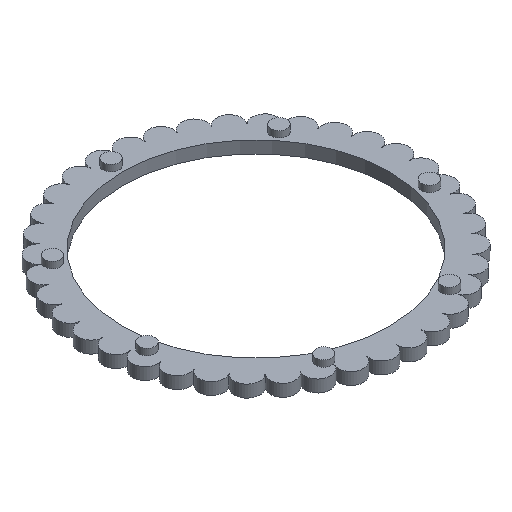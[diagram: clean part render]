
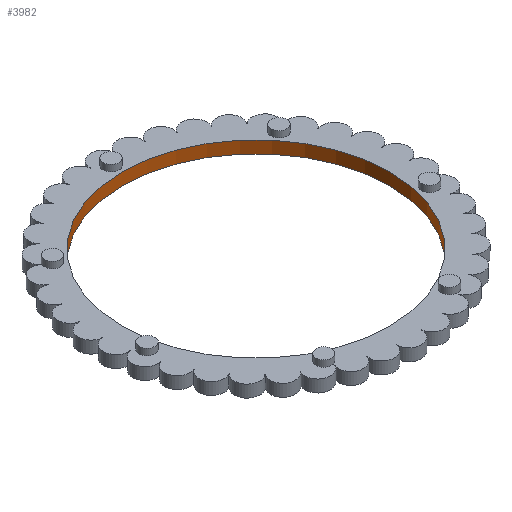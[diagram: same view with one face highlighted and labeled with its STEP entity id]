
A CAD part, isometric view. The second image highlights one B-rep face of the part: STEP entity #3982.
In plain terms, the highlighted cylindrical face has radius 21 mm (diameter 42 mm), a full revolution.
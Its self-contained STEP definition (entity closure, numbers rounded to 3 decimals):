
#315=FACE_OUTER_BOUND('',#531,.T.);
#531=EDGE_LOOP('',(#3650,#3651,#3652,#3653));
#881=LINE('',#6905,#1231);
#1231=VECTOR('',#5707,21.);
#1433=CIRCLE('',#4330,21.);
#1475=CIRCLE('',#4451,21.);
#1828=VERTEX_POINT('',#6657);
#1871=VERTEX_POINT('',#6901);
#2342=EDGE_CURVE('',#1828,#1828,#1433,.T.);
#2464=EDGE_CURVE('',#1871,#1871,#1475,.T.);
#2465=EDGE_CURVE('',#1828,#1871,#881,.T.);
#3650=ORIENTED_EDGE('',*,*,#2342,.F.);
#3651=ORIENTED_EDGE('',*,*,#2465,.T.);
#3652=ORIENTED_EDGE('',*,*,#2464,.F.);
#3653=ORIENTED_EDGE('',*,*,#2465,.F.);
#3775=CYLINDRICAL_SURFACE('',#4453,21.);
#3982=ADVANCED_FACE('',(#315),#3775,.F.);
#4330=AXIS2_PLACEMENT_3D('',#6658,#5379,#5380);
#4451=AXIS2_PLACEMENT_3D('',#6902,#5701,#5702);
#4453=AXIS2_PLACEMENT_3D('',#6904,#5705,#5706);
#5379=DIRECTION('center_axis',(0.,0.,
1.));
#5380=DIRECTION('ref_axis',(-1.,0.,0.));
#5701=DIRECTION('center_axis',(0.,0.,
-1.));
#5702=DIRECTION('ref_axis',(-1.,0.,0.));
#5705=DIRECTION('center_axis',(0.,0.,1.));
#5706=DIRECTION('ref_axis',(-1.,0.,0.));
#5707=DIRECTION('',(0.,0.,1.));
#6657=CARTESIAN_POINT('',(21.,0.,-20.));
#6658=CARTESIAN_POINT('Origin',(0.,0.,
-20.));
#6901=CARTESIAN_POINT('',(21.,0.,-18.1));
#6902=CARTESIAN_POINT('Origin',(0.,0.,
-18.1));
#6904=CARTESIAN_POINT('Origin',(0.,0.,
-20.));
#6905=CARTESIAN_POINT('',(21.,0.,-20.));
